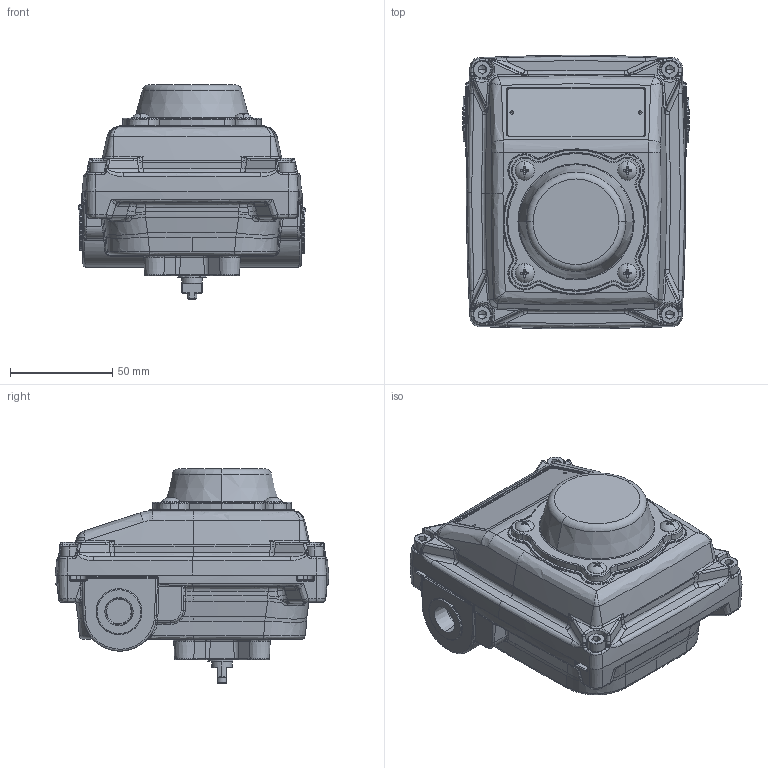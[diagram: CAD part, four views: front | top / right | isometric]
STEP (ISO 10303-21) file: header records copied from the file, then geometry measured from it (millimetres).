
FILE_DESCRIPTION (( 'STEP AP203' ), '1' );
FILE_NAME ('KLS20.STEP', '2019-09-06T06:09:48', ( '' ), ( '' ), 'SwSTEP 2.0', 'SolidWorks 2017', '' );
FILE_SCHEMA (( 'CONFIG_CONTROL_DESIGN' ));
Length unit declared in the file: millimetre
Products named in the file (9): socket head cap screw_ks_KS 1003 - M5 x 12 x 12-S; KLS20; PORT-P (Rev.0); KLS10-0160 SHAFT (Rev.2); e-type retaining ring_ks_KS 1337 - 7; truss cross head screw_ks_KS 1023 TC - M4 x 6-N; KLS20-0010 BODY (Rev.2); KE016-0760 孺紫辦 (Rev.2); KLS20-0021 COVER (Rev.1)
Assembly tree (15 placements, depth 2):
  KLS20
    KLS20-0021 COVER (Rev.1)
    KLS20-0010 BODY (Rev.2)
    PORT-P (Rev.0)  x2
    KLS10-0160 SHAFT (Rev.2)
    e-type retaining ring_ks_KS 1337 - 7
    KE016-0760 孺紫辦 (Rev.2)
    truss cross head screw_ks_KS 1023 TC - M4 x 6-N  x4
    socket head cap screw_ks_KS 1003 - M5 x 12 x 12-S  x4
Bounding box: 110.76 x 133.9 x 105.1 mm (x, y, z)
Volume: 581755.7 mm3; surface area: 140715.5 mm2
Topology: 15 solids, 15 shells, 2144 faces, 4928 edges, 2804 vertices
Faces by surface type: bspline 790, cylinder 482, cone 383, plane 378, torus 103, sphere 8
Entity records: 75887 total; most frequent: CARTESIAN_POINT 41324, ORIENTED_EDGE 7878, DIRECTION 5931, EDGE_CURVE 3939, AXIS2_PLACEMENT_3D 2487, VERTEX_POINT 2290, EDGE_LOOP 1765, FACE_OUTER_BOUND 1701
